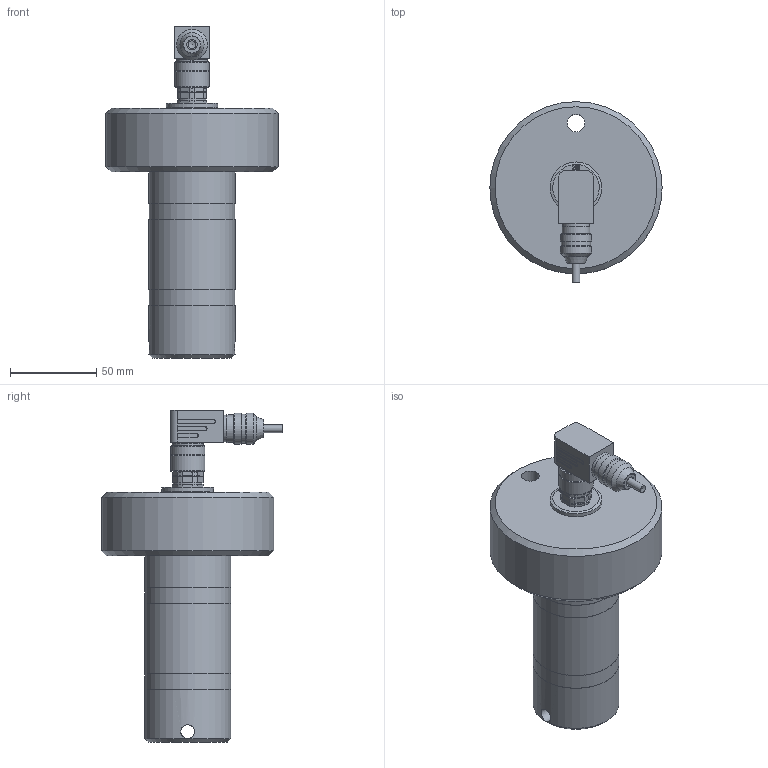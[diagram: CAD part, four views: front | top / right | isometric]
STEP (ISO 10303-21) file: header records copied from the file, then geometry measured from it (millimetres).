
FILE_DESCRIPTION (( 'STEP AP203' ), '1' );
FILE_NAME ('a_KMB50-100k...250k-S1.STEP', '2024-10-28T15:59:26', ( '' ), ( '' ), 'SwSTEP 2.0', 'SolidWorks 2023', '' );
FILE_SCHEMA (( 'CONFIG_CONTROL_DESIGN' ));
Length unit declared in the file: millimetre
Products named in the file (4): Option S1 ohne Kästchen; a_KMB50-100k...250k-S1; X02045Z1 SKINDICHT MR-M 25x1,5 _ 16x1,5      Art_ Nr_ 52104313; a_KMB50-100k...150k-S1_Angebot
Assembly tree (3 placements, depth 2):
  a_KMB50-100k...250k-S1
    a_KMB50-100k...150k-S1_Angebot
    X02045Z1 SKINDICHT MR-M 25x1,5 _ 16x1,5      Art_ Nr_ 52104313
    Option S1 ohne Kästchen
Bounding box: 100 x 104.98 x 192.75 mm (x, y, z)
Volume: 491062.1 mm3; surface area: 56055 mm2
Topology: 2 solids, 7 shells, 208 faces, 494 edges, 313 vertices
Faces by surface type: plane 92, cylinder 79, cone 29, torus 7, bspline 1
Full cylindrical faces by diameter (mm): 1.5 x4, 4.5 x1, 6 x1, 8 x1, 10.2 x1, 13.5 x1, 14.16 x1, 15.75 x1, 16 x2, 16.7 x1, 17 x1, 18 x3, 18.2 x1, 20 x2, 23.16 x1, 23.5 x1, 25 x1, 30 x1, 49.8 x2, 50 x3, 100 x1
Entity records: 6112 total; most frequent: CARTESIAN_POINT 1128, DIRECTION 1019, ORIENTED_EDGE 821, EDGE_CURVE 416, AXIS2_PLACEMENT_3D 404, VERTEX_POINT 293, EDGE_LOOP 291, FACE_OUTER_BOUND 240
